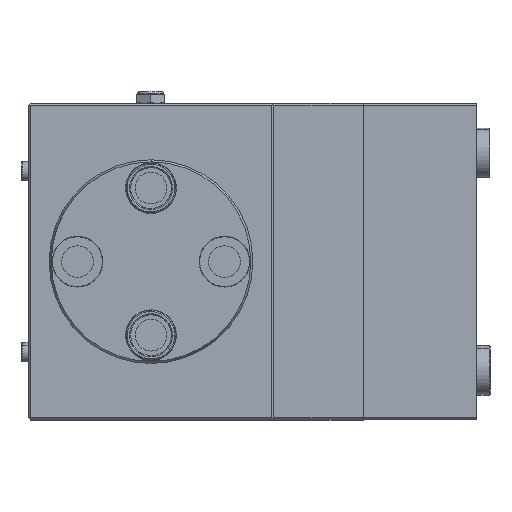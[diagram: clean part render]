
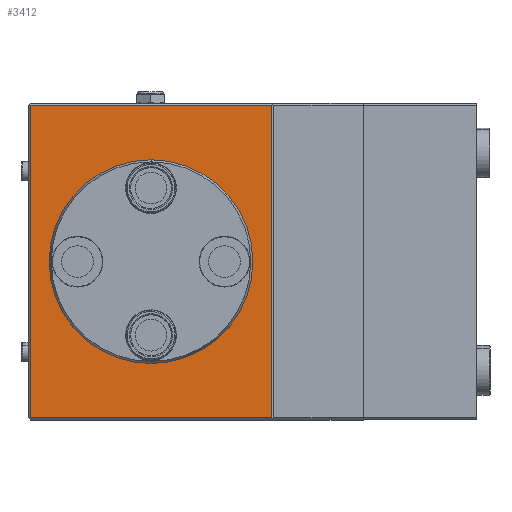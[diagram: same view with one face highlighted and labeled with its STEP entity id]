
A CAD part, left-side view. The second image highlights one B-rep face of the part: STEP entity #3412.
In plain terms, the highlighted face is planar.
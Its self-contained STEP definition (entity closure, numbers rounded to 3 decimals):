
#2094 = CIRCLE ( 'NONE', #20904, 45. ) ;
#3109 = CARTESIAN_POINT ( 'NONE',  ( -69., -53.25, 18. ) ) ;
#3218 = DIRECTION ( 'NONE',  ( -1., 0., 0. ) ) ;
#3412 = ADVANCED_FACE ( 'NONE', ( #36272, #49565 ), #6238, .F. ) ;
#4531 = AXIS2_PLACEMENT_3D ( 'NONE', #42167, #38481, #46415 ) ;
#5907 = VECTOR ( 'NONE', #20664, 1000. ) ;
#6238 = PLANE ( 'NONE',  #33354 ) ;
#7102 = CARTESIAN_POINT ( 'NONE',  ( 0., 53.25, 18. ) ) ;
#7472 = ORIENTED_EDGE ( 'NONE', *, *, #34708, .T. ) ;
#8599 = CARTESIAN_POINT ( 'NONE',  ( 0., -53.25, 18. ) ) ;
#9485 = EDGE_CURVE ( 'NONE', #37704, #30068, #26656, .T. ) ;
#10442 = ORIENTED_EDGE ( 'NONE', *, *, #9485, .T. ) ;
#13015 = ORIENTED_EDGE ( 'NONE', *, *, #30593, .F. ) ;
#13071 = CIRCLE ( 'NONE', #4531, 45. ) ;
#15473 = ORIENTED_EDGE ( 'NONE', *, *, #34144, .T. ) ;
#18326 = CARTESIAN_POINT ( 'NONE',  ( 0., 0., 18. ) ) ;
#18826 = DIRECTION ( 'NONE',  ( 0., -1., 0. ) ) ;
#20294 = CARTESIAN_POINT ( 'NONE',  ( 69., -53.25, 18. ) ) ;
#20664 = DIRECTION ( 'NONE',  ( 1., 0., 0. ) ) ;
#20904 = AXIS2_PLACEMENT_3D ( 'NONE', #51622, #51284, #3218 ) ;
#22416 = VECTOR ( 'NONE', #18826, 1000. ) ;
#22867 = VERTEX_POINT ( 'NONE', #37285 ) ;
#24023 = CARTESIAN_POINT ( 'NONE',  ( 69., 53.25, 18. ) ) ;
#24517 = VERTEX_POINT ( 'NONE', #44993 ) ;
#25825 = EDGE_LOOP ( 'NONE', ( #15473, #10442, #7472, #49294 ) ) ;
#26399 = DIRECTION ( 'NONE',  ( 0., 0., -1. ) ) ;
#26656 = LINE ( 'NONE', #46350, #32316 ) ;
#30068 = VERTEX_POINT ( 'NONE', #24023 ) ;
#30593 = EDGE_CURVE ( 'NONE', #24517, #22867, #13071, .T. ) ;
#30644 = EDGE_CURVE ( 'NONE', #36354, #37083, #33121, .T. ) ;
#32316 = VECTOR ( 'NONE', #50425, 1000. ) ;
#33121 = LINE ( 'NONE', #42848, #22416 ) ;
#33354 = AXIS2_PLACEMENT_3D ( 'NONE', #18326, #26399, #46422 ) ;
#34144 = EDGE_CURVE ( 'NONE', #37083, #37704, #45468, .T. ) ;
#34708 = EDGE_CURVE ( 'NONE', #30068, #36354, #37242, .T. ) ;
#36194 = EDGE_LOOP ( 'NONE', ( #38213, #13015 ) ) ;
#36272 = FACE_OUTER_BOUND ( 'NONE', #25825, .T. ) ;
#36354 = VERTEX_POINT ( 'NONE', #48265 ) ;
#37083 = VERTEX_POINT ( 'NONE', #3109 ) ;
#37242 = LINE ( 'NONE', #7102, #46702 ) ;
#37285 = CARTESIAN_POINT ( 'NONE',  ( -45., 0., 18. ) ) ;
#37704 = VERTEX_POINT ( 'NONE', #20294 ) ;
#38213 = ORIENTED_EDGE ( 'NONE', *, *, #40015, .F. ) ;
#38481 = DIRECTION ( 'NONE',  ( 0., 0., 1. ) ) ;
#40015 = EDGE_CURVE ( 'NONE', #22867, #24517, #2094, .T. ) ;
#42167 = CARTESIAN_POINT ( 'NONE',  ( 0., 0., 18. ) ) ;
#42848 = CARTESIAN_POINT ( 'NONE',  ( -69., 0., 18. ) ) ;
#44993 = CARTESIAN_POINT ( 'NONE',  ( 45., 0., 18. ) ) ;
#45468 = LINE ( 'NONE', #8599, #5907 ) ;
#46350 = CARTESIAN_POINT ( 'NONE',  ( 69., 0., 18. ) ) ;
#46415 = DIRECTION ( 'NONE',  ( -1., 0., 0. ) ) ;
#46422 = DIRECTION ( 'NONE',  ( -1., 0., 0. ) ) ;
#46702 = VECTOR ( 'NONE', #47495, 1000. ) ;
#47495 = DIRECTION ( 'NONE',  ( -1., 0., 0. ) ) ;
#48265 = CARTESIAN_POINT ( 'NONE',  ( -69., 53.25, 18. ) ) ;
#49294 = ORIENTED_EDGE ( 'NONE', *, *, #30644, .T. ) ;
#49565 = FACE_BOUND ( 'NONE', #36194, .T. ) ;
#50425 = DIRECTION ( 'NONE',  ( 0., 1., 0. ) ) ;
#51284 = DIRECTION ( 'NONE',  ( 0., 0., 1. ) ) ;
#51622 = CARTESIAN_POINT ( 'NONE',  ( 0., 0., 18. ) ) ;
